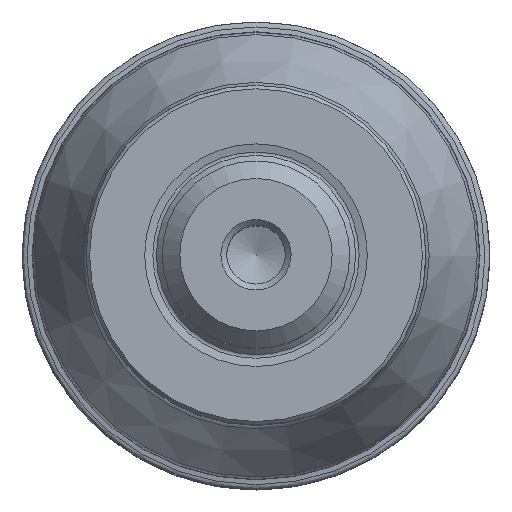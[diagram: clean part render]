
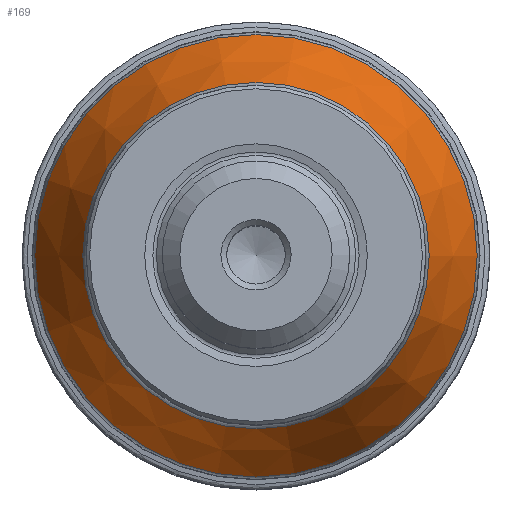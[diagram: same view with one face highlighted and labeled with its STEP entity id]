
A CAD part, top view. The second image highlights one B-rep face of the part: STEP entity #169.
In plain terms, the highlighted conical face has half-angle 25 degrees and reference radius 18.884 mm.
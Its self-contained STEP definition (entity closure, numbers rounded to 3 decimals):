
#127=CONICAL_SURFACE('',#868,18.884,25.);
#169=ADVANCED_FACE('',(#321,#322),#127,.T.);
#321=FACE_BOUND('',#424,.T.);
#322=FACE_BOUND('',#425,.T.);
#424=EDGE_LOOP('',(#550));
#425=EDGE_LOOP('',(#551));
#550=ORIENTED_EDGE('',*,*,#731,.F.);
#551=ORIENTED_EDGE('',*,*,#732,.T.);
#664=VERTEX_POINT('',#1590);
#665=VERTEX_POINT('',#1593);
#731=EDGE_CURVE('',#664,#664,#793,.T.);
#732=EDGE_CURVE('',#665,#665,#794,.T.);
#793=CIRCLE('',#865,14.781);
#794=CIRCLE('',#867,18.884);
#865=AXIS2_PLACEMENT_3D('',#1589,#1041,#1042);
#867=AXIS2_PLACEMENT_3D('',#1592,#1045,#1046);
#868=AXIS2_PLACEMENT_3D('',#1594,#1047,#1048);
#1041=DIRECTION('',(0.,0.,1.));
#1042=DIRECTION('',(1.,0.,0.));
#1045=DIRECTION('',(0.,0.,1.));
#1046=DIRECTION('',(1.,0.,0.));
#1047=DIRECTION('',(0.,0.,-1.));
#1048=DIRECTION('',(-1.,0.,0.));
#1589=CARTESIAN_POINT('',(0.,0.,-22.615));
#1590=CARTESIAN_POINT('',(14.781,0.,-22.615));
#1592=CARTESIAN_POINT('',(0.,0.,-31.414));
#1593=CARTESIAN_POINT('',(18.884,0.,-31.414));
#1594=CARTESIAN_POINT('',(0.,0.,-31.414));
